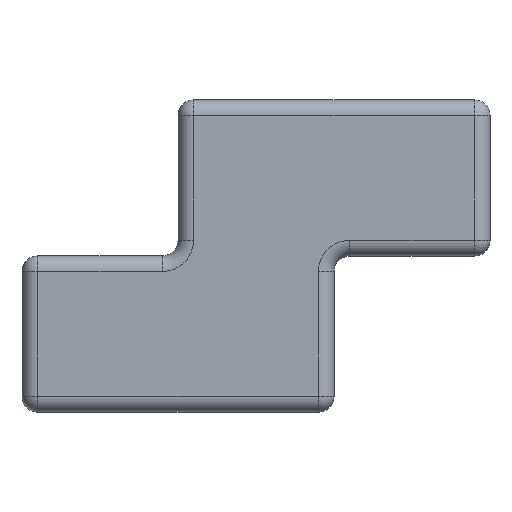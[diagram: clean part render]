
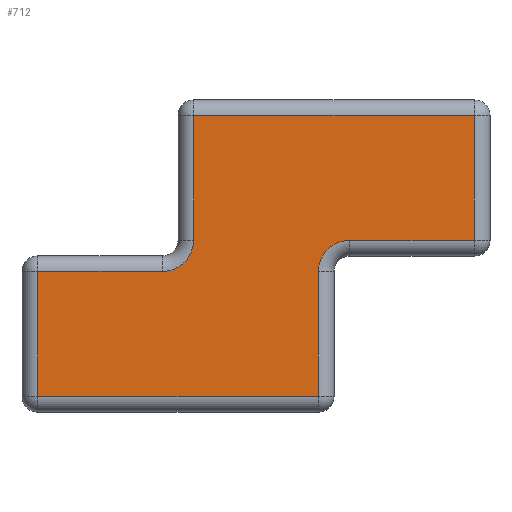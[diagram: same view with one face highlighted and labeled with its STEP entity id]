
A CAD part, top view. The second image highlights one B-rep face of the part: STEP entity #712.
In plain terms, the highlighted planar face has unit normal (0, 0, 1).
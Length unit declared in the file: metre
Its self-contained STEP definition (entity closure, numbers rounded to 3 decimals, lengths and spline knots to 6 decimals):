
#22=PLANE('',#816);
#41=LINE('',#1120,#89);
#47=LINE('',#1157,#95);
#53=LINE('',#1194,#101);
#59=LINE('',#1228,#107);
#61=LINE('',#1231,#109);
#67=LINE('',#1240,#115);
#73=LINE('',#1249,#121);
#79=LINE('',#1258,#127);
#89=VECTOR('',#875,0.01);
#95=VECTOR('',#919,0.01);
#101=VECTOR('',#963,0.01);
#107=VECTOR('',#1003,0.01);
#109=VECTOR('',#1007,0.01);
#115=VECTOR('',#1019,0.01);
#121=VECTOR('',#1031,0.01);
#127=VECTOR('',#1043,0.01);
#204=FACE_OUTER_BOUND('',#254,.T.);
#254=EDGE_LOOP('',(#643,#644,#645,#646,#647,#648,#649,#650,#651,#652));
#264=CIRCLE('',#726,0.00001);
#308=CIRCLE('',#794,0.00001);
#314=VERTEX_POINT('',#1085);
#316=VERTEX_POINT('',#1089);
#324=VERTEX_POINT('',#1111);
#327=VERTEX_POINT('',#1124);
#336=VERTEX_POINT('',#1148);
#339=VERTEX_POINT('',#1161);
#348=VERTEX_POINT('',#1185);
#351=VERTEX_POINT('',#1198);
#358=VERTEX_POINT('',#1217);
#360=VERTEX_POINT('',#1221);
#368=EDGE_CURVE('',#316,#314,#264,.T.);
#382=EDGE_CURVE('',#314,#324,#41,.T.);
#400=EDGE_CURVE('',#324,#336,#47,.T.);
#418=EDGE_CURVE('',#336,#348,#53,.T.);
#432=EDGE_CURVE('',#360,#358,#308,.T.);
#435=EDGE_CURVE('',#348,#360,#59,.T.);
#437=EDGE_CURVE('',#358,#351,#61,.T.);
#443=EDGE_CURVE('',#351,#339,#67,.T.);
#449=EDGE_CURVE('',#339,#327,#73,.T.);
#455=EDGE_CURVE('',#327,#316,#79,.T.);
#643=ORIENTED_EDGE('',*,*,#432,.F.);
#644=ORIENTED_EDGE('',*,*,#435,.F.);
#645=ORIENTED_EDGE('',*,*,#418,.F.);
#646=ORIENTED_EDGE('',*,*,#400,.F.);
#647=ORIENTED_EDGE('',*,*,#382,.F.);
#648=ORIENTED_EDGE('',*,*,#368,.F.);
#649=ORIENTED_EDGE('',*,*,#455,.F.);
#650=ORIENTED_EDGE('',*,*,#449,.F.);
#651=ORIENTED_EDGE('',*,*,#443,.F.);
#652=ORIENTED_EDGE('',*,*,#437,.F.);
#712=ADVANCED_FACE('',(#204),#22,.T.);
#726=AXIS2_PLACEMENT_3D('',#1091,#839,#840);
#794=AXIS2_PLACEMENT_3D('',#1223,#995,#996);
#816=AXIS2_PLACEMENT_3D('',#1273,#1067,#1068);
#839=DIRECTION('center_axis',(0.,0.,1.));
#840=DIRECTION('ref_axis',(0.707,-0.707,0.));
#875=DIRECTION('',(0.,1.,0.));
#919=DIRECTION('',(1.,0.,0.));
#963=DIRECTION('',(0.,-1.,0.));
#995=DIRECTION('center_axis',(0.,0.,1.));
#996=DIRECTION('ref_axis',(-0.707,0.707,0.));
#1003=DIRECTION('',(-1.,0.,0.));
#1007=DIRECTION('',(0.,-1.,0.));
#1019=DIRECTION('',(-1.,0.,0.));
#1031=DIRECTION('',(0.,1.,0.));
#1043=DIRECTION('',(1.,0.,0.));
#1067=DIRECTION('center_axis',(0.,0.,1.));
#1068=DIRECTION('ref_axis',(1.,0.,0.));
#1085=CARTESIAN_POINT('',(-0.00002,0.000005,0.000025));
#1089=CARTESIAN_POINT('',(-0.00003,-0.000005,0.000025));
#1091=CARTESIAN_POINT('Origin',(-0.00003,0.000005,0.000025));
#1111=CARTESIAN_POINT('',(-0.00002,0.000045,0.000025));
#1120=CARTESIAN_POINT('',(-0.00002,0.000025,0.000025));
#1124=CARTESIAN_POINT('',(-0.00007,-0.000005,0.000025));
#1148=CARTESIAN_POINT('',(0.00007,0.000045,0.000025));
#1157=CARTESIAN_POINT('',(0.000038,0.000045,0.000025));
#1161=CARTESIAN_POINT('',(-0.00007,-0.000045,0.000025));
#1185=CARTESIAN_POINT('',(0.00007,0.000005,0.000025));
#1194=CARTESIAN_POINT('',(0.00007,0.,0.000025));
#1198=CARTESIAN_POINT('',(0.00002,-0.000045,0.000025));
#1217=CARTESIAN_POINT('',(0.00002,-0.000005,0.000025));
#1221=CARTESIAN_POINT('',(0.00003,0.000005,0.000025));
#1223=CARTESIAN_POINT('Origin',(0.00003,-0.000005,0.000025));
#1228=CARTESIAN_POINT('',(0.000013,0.000005,0.000025));
#1231=CARTESIAN_POINT('',(0.00002,-0.000025,0.000025));
#1240=CARTESIAN_POINT('',(-0.000038,-0.000045,0.000025));
#1249=CARTESIAN_POINT('',(-0.00007,0.,0.000025));
#1258=CARTESIAN_POINT('',(-0.000013,-0.000005,0.000025));
#1273=CARTESIAN_POINT('Origin',(0.,0.,
0.000025));
